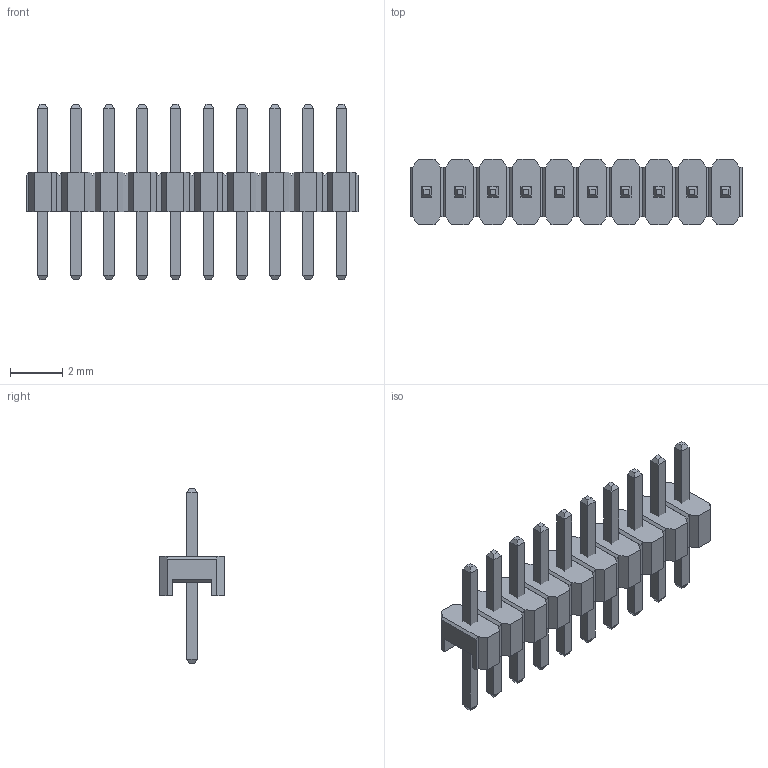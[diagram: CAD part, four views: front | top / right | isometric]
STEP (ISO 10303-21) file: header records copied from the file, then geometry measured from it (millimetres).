
FILE_DESCRIPTION(('STEP AP214'), '1');
FILE_NAME('DS1031-01-1x5P8BV2-1', '2016-09-10T13:19:25', ('Nobody'), (''), 'ASCON STEP Converter 1.3', 'ASCON Math Kernel', '');
FILE_SCHEMA(('AUTOMOTIVE_DESIGN { 1 0 10303 214 3 1 1}'));
Length unit declared in the file: millimetre
Bounding box: 12.7 x 2.5 x 6.7 mm (x, y, z)
Volume: 44.6 mm3; surface area: 232.3 mm2
Topology: 11 solids, 11 shells, 288 faces, 678 edges, 412 vertices
Faces by surface type: plane 288
Entity records: 10330 total; most frequent: CARTESIAN_POINT 1379, ORIENTED_EDGE 1356, DIRECTION 1256, EDGE_CURVE 678, LINE 678, VECTOR 678, VERTEX_POINT 412, COLOUR_RGB 299
